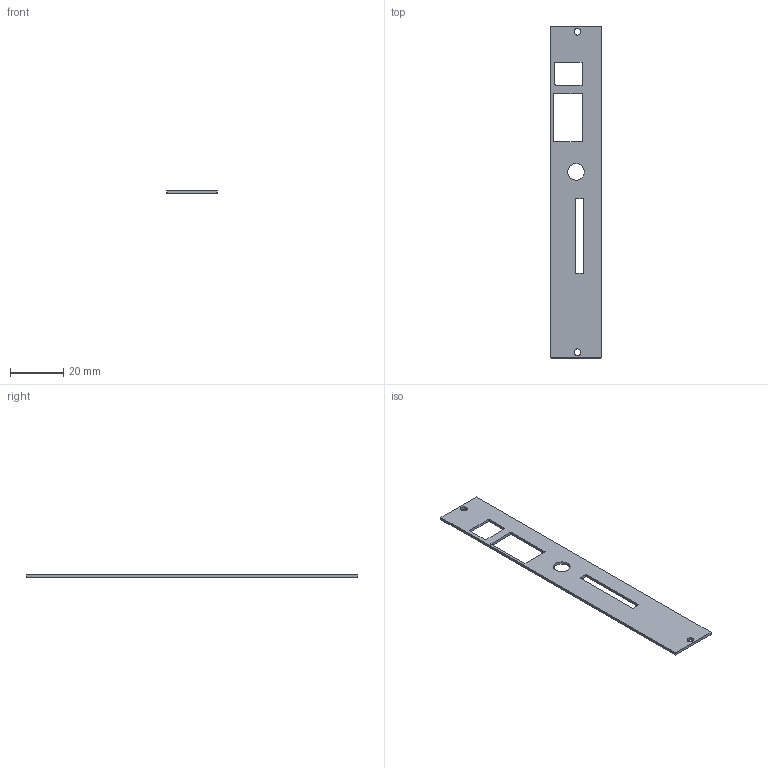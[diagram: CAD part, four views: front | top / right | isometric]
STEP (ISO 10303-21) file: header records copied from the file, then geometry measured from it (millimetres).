
FILE_DESCRIPTION(('FreeCAD Model'),'2;1');
FILE_NAME('Open CASCADE Shape Model','2022-02-01T15:02:09',('Author'),( ''),'Open CASCADE STEP processor 7.5','FreeCAD','Unknown');
FILE_SCHEMA(('AUTOMOTIVE_DESIGN { 1 0 10303 214 1 1 1 1 }'));
Length unit declared in the file: millimetre
Products named in the file (1): Extrude
Bounding box: 18.9 x 124.28 x 1 mm (x, y, z)
Volume: 1931.4 mm3; surface area: 4342.2 mm2
Topology: 1 solids, 1 shells, 37 faces, 105 edges, 70 vertices
Faces by surface type: extrusion 35, plane 2
Entity records: 2545 total; most frequent: CARTESIAN_POINT 753, DIRECTION 216, ORIENTED_EDGE 210, VECTOR 210, PCURVE 210, DEFINITIONAL_REPRESENTATION 210, LINE 175, EDGE_CURVE 105
